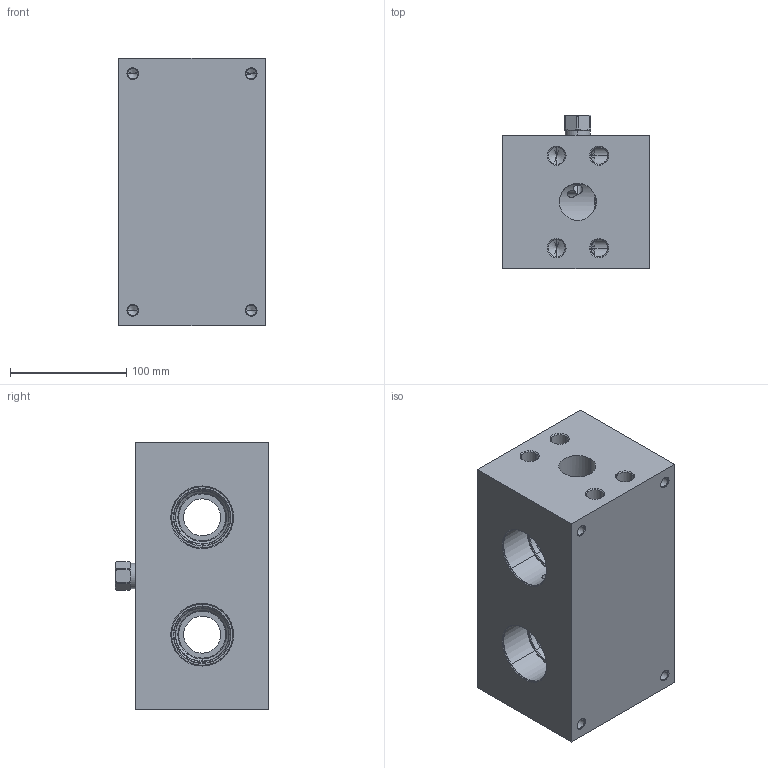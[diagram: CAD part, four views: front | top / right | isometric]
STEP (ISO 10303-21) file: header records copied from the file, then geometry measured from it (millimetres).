
FILE_DESCRIPTION((''),'2;1');
FILE_NAME('YN6_ASM','2024-05-06T',('ProEService'),(''),'PRO/ENGINEER BY PARAMETRIC TECHNOLOGY CORPORATION, 2014200','PRO/ENGINEER BY PARAMETRIC TECHNOLOGY CORPORATION, 2014200','');
FILE_SCHEMA(('CONFIG_CONTROL_DESIGN'));
Length unit declared in the file: inch
Products named in the file (3): 152-431-001; CSAAEXN; YN6_ASM
Assembly tree (2 placements, depth 2):
  YN6_ASM
    152-431-001
    CSAAEXN
Bounding box: 125.43 x 131.78 x 229.39 mm (x, y, z)
Volume: 2697254.2 mm3; surface area: 222952.2 mm2
Topology: 3 solids, 5 shells, 402 faces, 1313 edges, 1061 vertices
Faces by surface type: cylinder 162, cone 156, plane 42, torus 36, revolution 6
Entity records: 16117 total; most frequent: CARTESIAN_POINT 4798, DIRECTION 2463, ORIENTED_EDGE 2008, EDGE_CURVE 1004, AXIS2_PLACEMENT_3D 921, VERTEX_POINT 636, VECTOR 615, LINE 615
